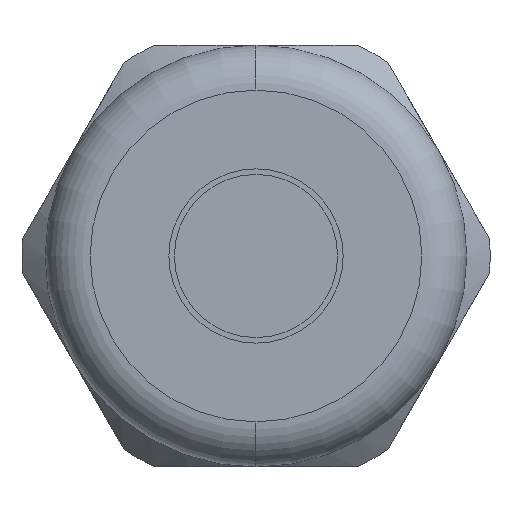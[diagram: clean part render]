
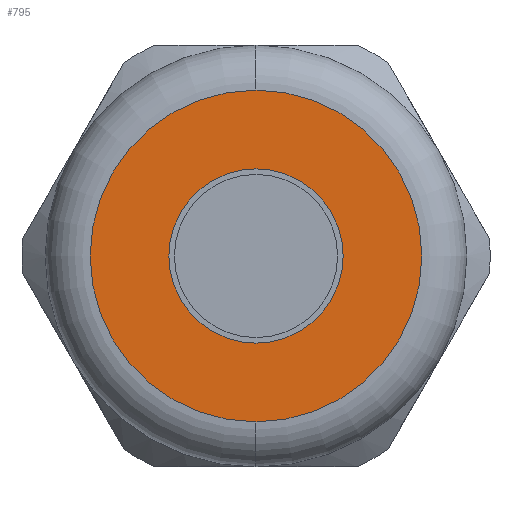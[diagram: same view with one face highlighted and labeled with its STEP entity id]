
A CAD part, left-side view. The second image highlights one B-rep face of the part: STEP entity #795.
In plain terms, the highlighted planar face has unit normal (-1, 0, 0).
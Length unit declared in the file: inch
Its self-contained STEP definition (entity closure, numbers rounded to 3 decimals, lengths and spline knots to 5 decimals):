
#76 = VERTEX_POINT ( 'NONE', #1418 ) ;
#78 = EDGE_CURVE ( 'NONE', #79, #76, #1417, .T. ) ;
#79 = VERTEX_POINT ( 'NONE', #1412 ) ;
#106 = EDGE_CURVE ( 'NONE', #107, #108, #1484, .T. ) ;
#107 = VERTEX_POINT ( 'NONE', #1480 ) ;
#108 = VERTEX_POINT ( 'NONE', #1479 ) ;
#234 = ORIENTED_EDGE ( 'NONE', *, *, #851, .T. ) ;
#792 = EDGE_CURVE ( 'NONE', #108, #107, #2869, .T. ) ;
#795 = ADVANCED_FACE ( 'NONE', ( #2865, #2864 ), #2863, .T. ) ;
#796 = EDGE_LOOP ( 'NONE', ( #797, #234 ) ) ;
#797 = ORIENTED_EDGE ( 'NONE', *, *, #78, .T. ) ;
#851 = EDGE_CURVE ( 'NONE', #76, #79, #2952, .T. ) ;
#852 = EDGE_LOOP ( 'NONE', ( #853, #854 ) ) ;
#853 = ORIENTED_EDGE ( 'NONE', *, *, #792, .T. ) ;
#854 = ORIENTED_EDGE ( 'NONE', *, *, #106, .T. ) ;
#1412 = CARTESIAN_POINT ( 'NONE',  ( -1.14, 0., 0.295 ) ) ;
#1413 = DIRECTION ( 'NONE',  ( 0., 0., 1. ) ) ;
#1414 = DIRECTION ( 'NONE',  ( -1., 0., 0. ) ) ;
#1415 = CARTESIAN_POINT ( 'NONE',  ( -1.14, 0., 0. ) ) ;
#1416 = AXIS2_PLACEMENT_3D ( 'NONE', #1415, #1414, #1413 ) ;
#1417 = CIRCLE ( 'NONE', #1416, 0.295 ) ;
#1418 = CARTESIAN_POINT ( 'NONE',  ( -1.14, 0., -0.295 ) ) ;
#1479 = CARTESIAN_POINT ( 'NONE',  ( -1.14, 0., -0.155 ) ) ;
#1480 = CARTESIAN_POINT ( 'NONE',  ( -1.14, 0., 0.155 ) ) ;
#1481 = DIRECTION ( 'NONE',  ( 0., 0., -1. ) ) ;
#1482 = DIRECTION ( 'NONE',  ( 1., 0., 0. ) ) ;
#1483 = AXIS2_PLACEMENT_3D ( 'NONE', #1490, #1482, #1481 ) ;
#1484 = CIRCLE ( 'NONE', #1483, 0.155 ) ;
#1490 = CARTESIAN_POINT ( 'NONE',  ( -1.14, 0., 0. ) ) ;
#2859 = DIRECTION ( 'NONE',  ( 0., 0., 1. ) ) ;
#2860 = DIRECTION ( 'NONE',  ( -1., 0., 0. ) ) ;
#2861 = CARTESIAN_POINT ( 'NONE',  ( -1.14, 0.375, 0. ) ) ;
#2862 = AXIS2_PLACEMENT_3D ( 'NONE', #2861, #2860, #2859 ) ;
#2863 = PLANE ( 'NONE',  #2862 ) ;
#2864 = FACE_BOUND ( 'NONE', #852, .T. ) ;
#2865 = FACE_OUTER_BOUND ( 'NONE', #796, .T. ) ;
#2866 = DIRECTION ( 'NONE',  ( 0., 0., -1. ) ) ;
#2867 = DIRECTION ( 'NONE',  ( 1., 0., 0. ) ) ;
#2868 = AXIS2_PLACEMENT_3D ( 'NONE', #2874, #2867, #2866 ) ;
#2869 = CIRCLE ( 'NONE', #2868, 0.155 ) ;
#2874 = CARTESIAN_POINT ( 'NONE',  ( -1.14, 0., 0. ) ) ;
#2948 = DIRECTION ( 'NONE',  ( 0., 0., 1. ) ) ;
#2949 = DIRECTION ( 'NONE',  ( -1., 0., 0. ) ) ;
#2950 = CARTESIAN_POINT ( 'NONE',  ( -1.14, 0., 0. ) ) ;
#2951 = AXIS2_PLACEMENT_3D ( 'NONE', #2950, #2949, #2948 ) ;
#2952 = CIRCLE ( 'NONE', #2951, 0.295 ) ;
